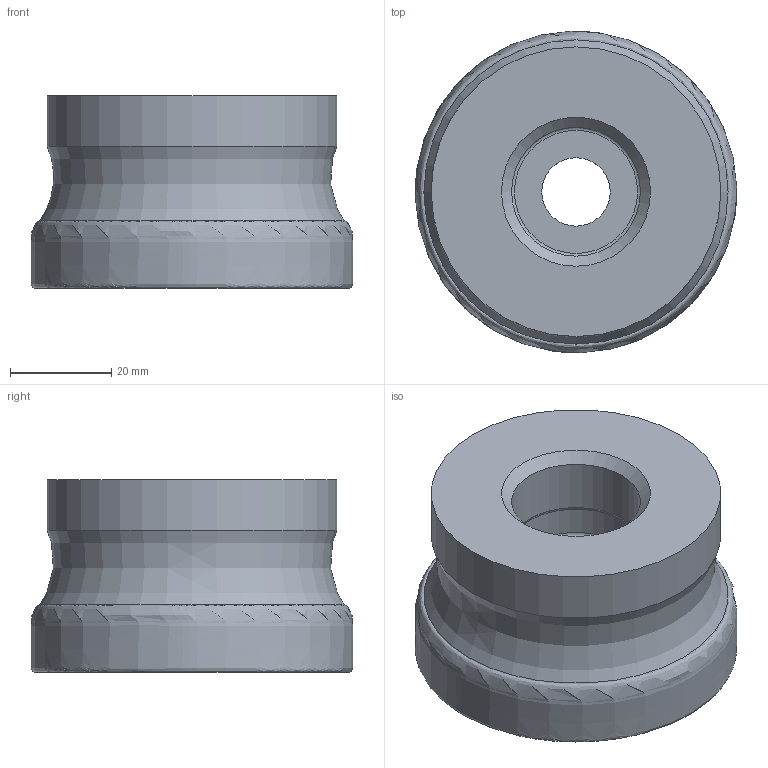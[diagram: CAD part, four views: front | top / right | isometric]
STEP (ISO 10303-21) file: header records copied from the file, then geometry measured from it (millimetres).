
FILE_DESCRIPTION(/* description */ (''),/* implementation_level */ '2;1');
FILE_NAME(/* name */ '1696476747773.stp',/* time_stamp */ '2023-10-05T09:02:39+06:00',/* author */ (''),/* organization */ ('SMS'),/* preprocessor_version */ 'ST-DEVELOPER v16.7',/* originating_system */ 'SIEMENS PLM Software NX 12.0',/* authorisation */ '');
FILE_SCHEMA (('AUTOMOTIVE_DESIGN { 1 0 10303 214 3 1 1 1 }'));
Length unit declared in the file: millimetre
Products named in the file (4): 204674516mod000_00; 204686234mod000_00; ASSEMBLY_CONSTRUCTION; 204686235mod000_00
Assembly tree (3 placements, depth 2):
  204686235mod000_00
    ASSEMBLY_CONSTRUCTION
    204686234mod000_00
    204674516mod000_00
Bounding box: 63.44 x 63.44 x 38.07 mm (x, y, z)
Volume: 99508.2 mm3; surface area: 21500.2 mm2
Topology: 2 solids, 2 shells, 22 faces, 42 edges, 41 vertices
Faces by surface type: cylinder 6, torus 6, plane 5, cone 4, bspline 1
Full cylindrical faces by diameter (mm): 13.5 x1, 21 x1, 25.41 x1, 25.9 x1, 57.15 x1, 61 x1
Entity records: 10212 total; most frequent: CARTESIAN_POINT 9597, DIRECTION 112, AXIS2_PLACEMENT_3D 56, FACE_BOUND 43, EDGE_LOOP 42, ORIENTED_EDGE 42, STYLED_ITEM 29, PRESENTATION_STYLE_ASSIGNMENT 29
